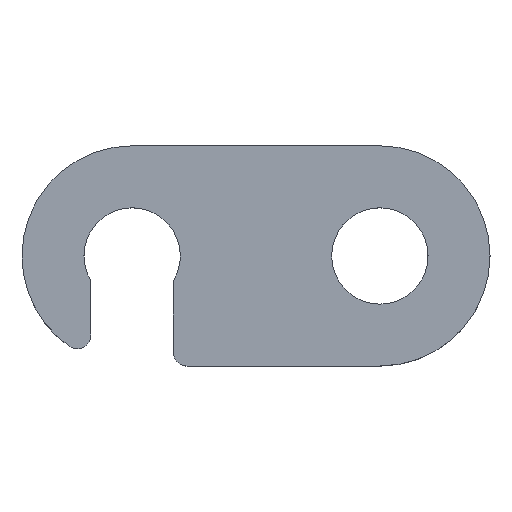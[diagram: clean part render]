
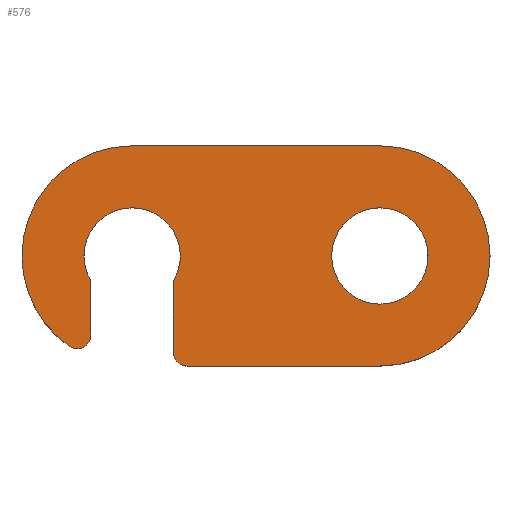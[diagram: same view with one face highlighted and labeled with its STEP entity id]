
A CAD part, top view. The second image highlights one B-rep face of the part: STEP entity #576.
In plain terms, the highlighted planar face has unit normal (0, 0, 1).
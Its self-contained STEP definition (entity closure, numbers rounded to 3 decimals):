
#3 = DIRECTION ( 'NONE',  ( 1., 0., 0. ) ) ;
#5 = VERTEX_POINT ( 'NONE', #546 ) ;
#27 = ORIENTED_EDGE ( 'NONE', *, *, #171, .T. ) ;
#30 = VERTEX_POINT ( 'NONE', #445 ) ;
#35 = DIRECTION ( 'NONE',  ( 1., 0., 0. ) ) ;
#43 = CARTESIAN_POINT ( 'NONE',  ( -380.555, -1358.901, 3. ) ) ;
#45 = EDGE_CURVE ( 'NONE', #586, #115, #425, .T. ) ;
#48 = CIRCLE ( 'NONE', #468, 4. ) ;
#58 = CIRCLE ( 'NONE', #227, 1.75 ) ;
#60 = CARTESIAN_POINT ( 'NONE',  ( -377.055, -1362., 3. ) ) ;
#63 = CARTESIAN_POINT ( 'NONE',  ( -377.305, -1358., 3. ) ) ;
#68 = ORIENTED_EDGE ( 'NONE', *, *, #548, .F. ) ;
#75 = AXIS2_PLACEMENT_3D ( 'NONE', #268, #395, #179 ) ;
#77 = VECTOR ( 'NONE', #502, 1000. ) ;
#81 = CARTESIAN_POINT ( 'NONE',  ( -370.055, -1354., 3. ) ) ;
#94 = CARTESIAN_POINT ( 'NONE',  ( -379.055, -1358., 3. ) ) ;
#98 = CIRCLE ( 'NONE', #75, 1.75 ) ;
#99 = VERTEX_POINT ( 'NONE', #148 ) ;
#107 = EDGE_CURVE ( 'NONE', #448, #115, #525, .T. ) ;
#115 = VERTEX_POINT ( 'NONE', #196 ) ;
#123 = DIRECTION ( 'NONE',  ( -1., 0., 0. ) ) ;
#128 = AXIS2_PLACEMENT_3D ( 'NONE', #405, #233, #354 ) ;
#132 = AXIS2_PLACEMENT_3D ( 'NONE', #501, #197, #323 ) ;
#138 = PLANE ( 'NONE',  #266 ) ;
#145 = DIRECTION ( 'NONE',  ( 0., 1., 0. ) ) ;
#148 = CARTESIAN_POINT ( 'NONE',  ( -368.305, -1358., 3. ) ) ;
#156 = CARTESIAN_POINT ( 'NONE',  ( -381.34, -1361.283, 3. ) ) ;
#158 = CIRCLE ( 'NONE', #331, 1.75 ) ;
#159 = CIRCLE ( 'NONE', #217, 4. ) ;
#161 = VERTEX_POINT ( 'NONE', #63 ) ;
#164 = VERTEX_POINT ( 'NONE', #330 ) ;
#165 = EDGE_LOOP ( 'NONE', ( #388, #378 ) ) ;
#168 = AXIS2_PLACEMENT_3D ( 'NONE', #218, #205, #390 ) ;
#171 = EDGE_CURVE ( 'NONE', #5, #164, #159, .T. ) ;
#172 = DIRECTION ( 'NONE',  ( 0., 0., 1. ) ) ;
#177 = ORIENTED_EDGE ( 'NONE', *, *, #45, .T. ) ;
#178 = CARTESIAN_POINT ( 'NONE',  ( -370.055, -1354., 3. ) ) ;
#179 = DIRECTION ( 'NONE',  ( 1., 0., 0. ) ) ;
#186 = ORIENTED_EDGE ( 'NONE', *, *, #341, .T. ) ;
#190 = VECTOR ( 'NONE', #123, 1000. ) ;
#192 = ORIENTED_EDGE ( 'NONE', *, *, #198, .F. ) ;
#196 = CARTESIAN_POINT ( 'NONE',  ( -380.555, -1360.872, 3. ) ) ;
#197 = DIRECTION ( 'NONE',  ( 0., 0., 1. ) ) ;
#198 = EDGE_CURVE ( 'NONE', #435, #161, #439, .T. ) ;
#205 = DIRECTION ( 'NONE',  ( 0., 0., 1. ) ) ;
#215 = VERTEX_POINT ( 'NONE', #557 ) ;
#217 = AXIS2_PLACEMENT_3D ( 'NONE', #380, #522, #35 ) ;
#218 = CARTESIAN_POINT ( 'NONE',  ( -377.055, -1361.5, 3. ) ) ;
#227 = AXIS2_PLACEMENT_3D ( 'NONE', #568, #292, #295 ) ;
#228 = ORIENTED_EDGE ( 'NONE', *, *, #403, .F. ) ;
#230 = ORIENTED_EDGE ( 'NONE', *, *, #311, .T. ) ;
#233 = DIRECTION ( 'NONE',  ( 0., 0., 1. ) ) ;
#252 = AXIS2_PLACEMENT_3D ( 'NONE', #94, #363, #422 ) ;
#262 = LINE ( 'NONE', #552, #574 ) ;
#263 = CIRCLE ( 'NONE', #275, 4. ) ;
#266 = AXIS2_PLACEMENT_3D ( 'NONE', #542, #283, #288 ) ;
#267 = CARTESIAN_POINT ( 'NONE',  ( -380.555, -1358.901, 3. ) ) ;
#268 = CARTESIAN_POINT ( 'NONE',  ( -379.055, -1358., 3. ) ) ;
#275 = AXIS2_PLACEMENT_3D ( 'NONE', #419, #560, #480 ) ;
#283 = DIRECTION ( 'NONE',  ( 0., 0., 1. ) ) ;
#288 = DIRECTION ( 'NONE',  ( 1., 0., 0. ) ) ;
#291 = VERTEX_POINT ( 'NONE', #324 ) ;
#292 = DIRECTION ( 'NONE',  ( 0., 0., 1. ) ) ;
#295 = DIRECTION ( 'NONE',  ( 1., 0., 0. ) ) ;
#303 = EDGE_CURVE ( 'NONE', #580, #464, #48, .T. ) ;
#311 = EDGE_CURVE ( 'NONE', #164, #586, #263, .T. ) ;
#321 = ORIENTED_EDGE ( 'NONE', *, *, #581, .T. ) ;
#323 = DIRECTION ( 'NONE',  ( 1., 0., 0. ) ) ;
#324 = CARTESIAN_POINT ( 'NONE',  ( -380.805, -1358., 3. ) ) ;
#330 = CARTESIAN_POINT ( 'NONE',  ( -383.055, -1358., 3. ) ) ;
#331 = AXIS2_PLACEMENT_3D ( 'NONE', #485, #172, #402 ) ;
#333 = VECTOR ( 'NONE', #418, 1000. ) ;
#339 = FACE_BOUND ( 'NONE', #165, .T. ) ;
#341 = EDGE_CURVE ( 'NONE', #215, #348, #343, .T. ) ;
#343 = CIRCLE ( 'NONE', #168, 0.5 ) ;
#348 = VERTEX_POINT ( 'NONE', #60 ) ;
#354 = DIRECTION ( 'NONE',  ( 1., 0., 0. ) ) ;
#362 = CARTESIAN_POINT ( 'NONE',  ( -370.055, -1362., 3. ) ) ;
#363 = DIRECTION ( 'NONE',  ( 0., 0., 1. ) ) ;
#367 = DIRECTION ( 'NONE',  ( 0., 0., 1. ) ) ;
#378 = ORIENTED_EDGE ( 'NONE', *, *, #415, .F. ) ;
#380 = CARTESIAN_POINT ( 'NONE',  ( -379.055, -1358., 3. ) ) ;
#383 = EDGE_CURVE ( 'NONE', #161, #291, #58, .T. ) ;
#387 = ORIENTED_EDGE ( 'NONE', *, *, #107, .F. ) ;
#388 = ORIENTED_EDGE ( 'NONE', *, *, #573, .F. ) ;
#390 = DIRECTION ( 'NONE',  ( 1., 0., 0. ) ) ;
#391 = ORIENTED_EDGE ( 'NONE', *, *, #444, .T. ) ;
#395 = DIRECTION ( 'NONE',  ( 0., 0., 1. ) ) ;
#402 = DIRECTION ( 'NONE',  ( 1., 0., 0. ) ) ;
#403 = EDGE_CURVE ( 'NONE', #291, #448, #98, .T. ) ;
#405 = CARTESIAN_POINT ( 'NONE',  ( -381.055, -1360.872, 3. ) ) ;
#406 = ORIENTED_EDGE ( 'NONE', *, *, #303, .T. ) ;
#415 = EDGE_CURVE ( 'NONE', #30, #99, #158, .T. ) ;
#418 = DIRECTION ( 'NONE',  ( 1., 0., 0. ) ) ;
#419 = CARTESIAN_POINT ( 'NONE',  ( -379.055, -1358., 3. ) ) ;
#422 = DIRECTION ( 'NONE',  ( 1., 0., 0. ) ) ;
#425 = CIRCLE ( 'NONE', #128, 0.5 ) ;
#435 = VERTEX_POINT ( 'NONE', #582 ) ;
#438 = FACE_OUTER_BOUND ( 'NONE', #478, .T. ) ;
#439 = CIRCLE ( 'NONE', #252, 1.75 ) ;
#444 = EDGE_CURVE ( 'NONE', #464, #5, #584, .T. ) ;
#445 = CARTESIAN_POINT ( 'NONE',  ( -371.805, -1358., 3. ) ) ;
#448 = VERTEX_POINT ( 'NONE', #267 ) ;
#464 = VERTEX_POINT ( 'NONE', #178 ) ;
#468 = AXIS2_PLACEMENT_3D ( 'NONE', #509, #367, #3 ) ;
#478 = EDGE_LOOP ( 'NONE', ( #68, #186, #321, #406, #391, #27, #230, #177, #387, #228, #489, #192 ) ) ;
#480 = DIRECTION ( 'NONE',  ( 1., 0., 0. ) ) ;
#485 = CARTESIAN_POINT ( 'NONE',  ( -370.055, -1358., 3. ) ) ;
#489 = ORIENTED_EDGE ( 'NONE', *, *, #383, .F. ) ;
#501 = CARTESIAN_POINT ( 'NONE',  ( -370.055, -1358., 3. ) ) ;
#502 = DIRECTION ( 'NONE',  ( 0., -1., 0. ) ) ;
#508 = CARTESIAN_POINT ( 'NONE',  ( -370.055, -1362., 3. ) ) ;
#509 = CARTESIAN_POINT ( 'NONE',  ( -370.055, -1358., 3. ) ) ;
#522 = DIRECTION ( 'NONE',  ( 0., 0., 1. ) ) ;
#525 = LINE ( 'NONE', #43, #77 ) ;
#542 = CARTESIAN_POINT ( 'NONE',  ( -370.055, -1358., 3. ) ) ;
#546 = CARTESIAN_POINT ( 'NONE',  ( -379.055, -1354., 3. ) ) ;
#548 = EDGE_CURVE ( 'NONE', #215, #435, #262, .T. ) ;
#552 = CARTESIAN_POINT ( 'NONE',  ( -377.555, -1358.901, 3. ) ) ;
#557 = CARTESIAN_POINT ( 'NONE',  ( -377.555, -1361.5, 3. ) ) ;
#560 = DIRECTION ( 'NONE',  ( 0., 0., 1. ) ) ;
#566 = LINE ( 'NONE', #362, #333 ) ;
#568 = CARTESIAN_POINT ( 'NONE',  ( -379.055, -1358., 3. ) ) ;
#573 = EDGE_CURVE ( 'NONE', #99, #30, #578, .T. ) ;
#574 = VECTOR ( 'NONE', #145, 1000. ) ;
#576 = ADVANCED_FACE ( 'NONE', ( #438, #339 ), #138, .T. ) ;
#578 = CIRCLE ( 'NONE', #132, 1.75 ) ;
#580 = VERTEX_POINT ( 'NONE', #508 ) ;
#581 = EDGE_CURVE ( 'NONE', #348, #580, #566, .T. ) ;
#582 = CARTESIAN_POINT ( 'NONE',  ( -377.555, -1358.901, 3. ) ) ;
#584 = LINE ( 'NONE', #81, #190 ) ;
#586 = VERTEX_POINT ( 'NONE', #156 ) ;
